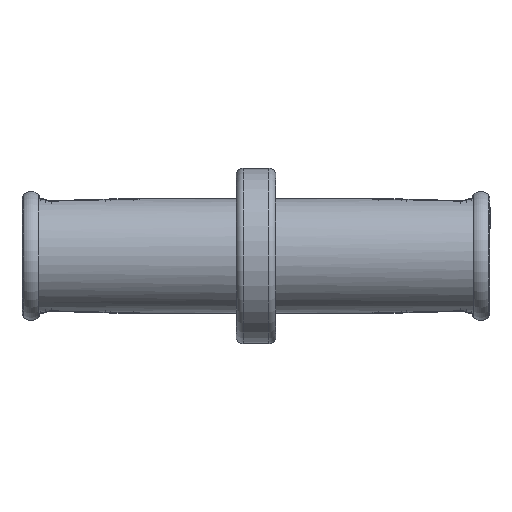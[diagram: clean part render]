
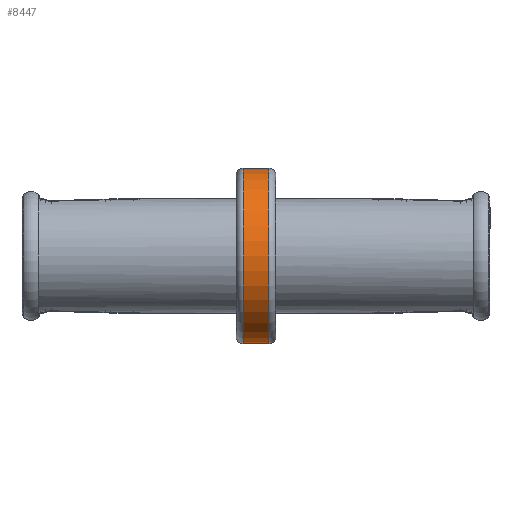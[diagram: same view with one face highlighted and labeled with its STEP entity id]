
A CAD part, front view. The second image highlights one B-rep face of the part: STEP entity #8447.
In plain terms, the highlighted cylindrical face has radius 3.75 mm (diameter 7.5 mm), a full revolution.
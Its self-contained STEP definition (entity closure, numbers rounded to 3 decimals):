
#447=CIRCLE('',#9357,3.75);
#448=CIRCLE('',#9358,3.75);
#449=CIRCLE('',#9359,3.75);
#462=CIRCLE('',#9402,3.75);
#463=CIRCLE('',#9403,3.75);
#464=CIRCLE('',#9404,3.75);
#1005=CYLINDRICAL_SURFACE('',#9401,3.75);
#1428=FACE_OUTER_BOUND('',#1873,.T.);
#1873=EDGE_LOOP('',(#7353,#7354,#7355,#7356,#7357,#7358,#7359,#7360));
#2354=LINE('',#17279,#2836);
#2836=VECTOR('',#11458,3.75);
#3673=VERTEX_POINT('',#16920);
#3674=VERTEX_POINT('',#16922);
#3675=VERTEX_POINT('',#16924);
#3722=VERTEX_POINT('',#17274);
#3723=VERTEX_POINT('',#17275);
#3724=VERTEX_POINT('',#17277);
#4864=EDGE_CURVE('',#3673,#3674,#447,.T.);
#4865=EDGE_CURVE('',#3674,#3675,#448,.T.);
#4866=EDGE_CURVE('',#3675,#3673,#449,.T.);
#4936=EDGE_CURVE('',#3722,#3723,#462,.T.);
#4937=EDGE_CURVE('',#3724,#3722,#463,.T.);
#4938=EDGE_CURVE('',#3724,#3674,#2354,.T.);
#4939=EDGE_CURVE('',#3723,#3724,#464,.T.);
#7353=ORIENTED_EDGE('',*,*,#4936,.F.);
#7354=ORIENTED_EDGE('',*,*,#4937,.F.);
#7355=ORIENTED_EDGE('',*,*,#4938,.T.);
#7356=ORIENTED_EDGE('',*,*,#4864,.F.);
#7357=ORIENTED_EDGE('',*,*,#4866,.F.);
#7358=ORIENTED_EDGE('',*,*,#4865,.F.);
#7359=ORIENTED_EDGE('',*,*,#4938,.F.);
#7360=ORIENTED_EDGE('',*,*,#4939,.F.);
#8447=ADVANCED_FACE('',(#1428),#1005,.T.);
#9357=AXIS2_PLACEMENT_3D('',#16923,#11335,#11336);
#9358=AXIS2_PLACEMENT_3D('',#16925,#11337,#11338);
#9359=AXIS2_PLACEMENT_3D('',#16926,#11339,#11340);
#9401=AXIS2_PLACEMENT_3D('',#17273,#11452,#11453);
#9402=AXIS2_PLACEMENT_3D('',#17276,#11454,#11455);
#9403=AXIS2_PLACEMENT_3D('',#17278,#11456,#11457);
#9404=AXIS2_PLACEMENT_3D('',#17280,#11459,#11460);
#11335=DIRECTION('center_axis',(-1.,0.,0.));
#11336=DIRECTION('ref_axis',(0.,0.,
1.));
#11337=DIRECTION('center_axis',(-1.,0.,0.));
#11338=DIRECTION('ref_axis',(0.,0.,
1.));
#11339=DIRECTION('center_axis',(-1.,0.,0.));
#11340=DIRECTION('ref_axis',(0.,0.,
1.));
#11452=DIRECTION('center_axis',(1.,0.,0.));
#11453=DIRECTION('ref_axis',(0.,1.,0.));
#11454=DIRECTION('center_axis',(1.,0.,0.));
#11455=DIRECTION('ref_axis',(0.,0.,-1.));
#11456=DIRECTION('center_axis',(1.,0.,0.));
#11457=DIRECTION('ref_axis',(0.,0.,-1.));
#11458=DIRECTION('',(-1.,0.,0.));
#11459=DIRECTION('center_axis',(1.,0.,0.));
#11460=DIRECTION('ref_axis',(0.,0.,-1.));
#16920=CARTESIAN_POINT('',(-0.55,5.055,-4.643));
#16922=CARTESIAN_POINT('',(-0.55,1.305,-0.893));
#16923=CARTESIAN_POINT('Origin',(-0.55,5.055,-0.893));
#16924=CARTESIAN_POINT('',(-0.55,8.805,-0.893));
#16925=CARTESIAN_POINT('Origin',(-0.55,5.055,-0.893));
#16926=CARTESIAN_POINT('Origin',(-0.55,5.055,-0.893));
#17273=CARTESIAN_POINT('Origin',(0.275,5.055,-0.893));
#17274=CARTESIAN_POINT('',(0.55,8.805,-0.893));
#17275=CARTESIAN_POINT('',(0.55,5.055,2.857));
#17276=CARTESIAN_POINT('Origin',(0.55,5.055,-0.893));
#17277=CARTESIAN_POINT('',(0.55,1.305,-0.893));
#17278=CARTESIAN_POINT('Origin',(0.55,5.055,-0.893));
#17279=CARTESIAN_POINT('',(0.275,1.305,-0.893));
#17280=CARTESIAN_POINT('Origin',(0.55,5.055,-0.893));
